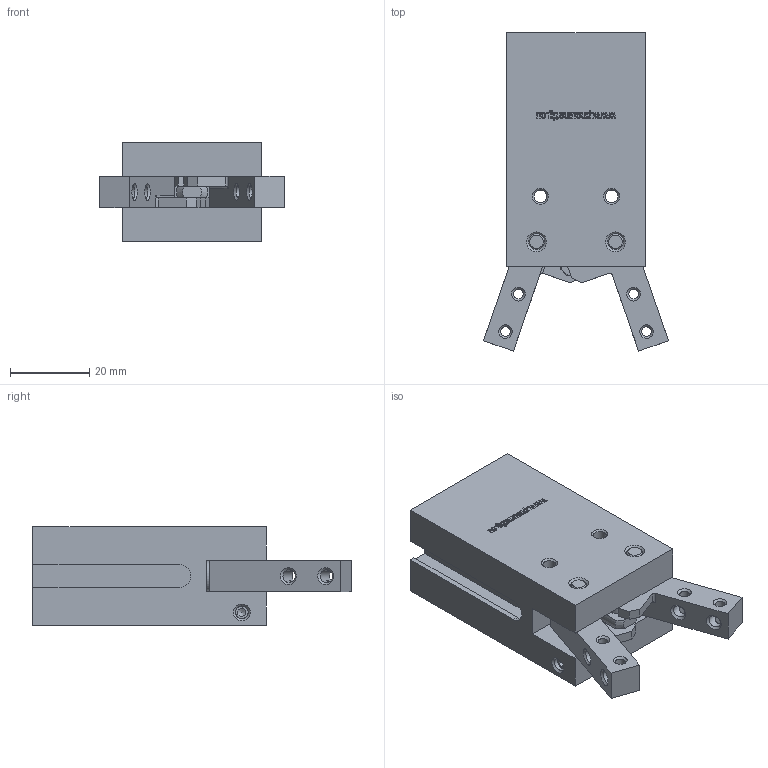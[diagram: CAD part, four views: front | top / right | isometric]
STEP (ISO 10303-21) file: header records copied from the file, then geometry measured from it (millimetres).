
FILE_DESCRIPTION(/* description */ (''),/* implementation_level */ '2;1');
FILE_NAME(/* name */ 'C-V-20-DEM.stp',/* time_stamp */ '2017-02-17T10:20:57+01:00',/* author */ (''),/* organization */ (''),/* preprocessor_version */ 'ST-DEVELOPER v15.2',/* originating_system */ 'Autodesk Translator Framework v2.0.0.5431',/* authorisation */ '');
FILE_SCHEMA (('AUTOMOTIVE_DESIGN { 1 0 10303 214 3 1 1 }'));
Products named in the file (1): (Unsaved)
Bounding box: 46.74 x 80.41 x 25 mm (x, y, z)
Volume: 41979 mm3; surface area: 21928.7 mm2
Topology: 1 solids, 8 shells, 1414 faces, 3849 edges, 2521 vertices
Faces by surface type: bspline 765, plane 474, cylinder 95, cone 71, torus 9
Full cylindrical faces by diameter (mm): 1 x2, 2 x2, 2.459 x8, 3.242 x13, 3.5 x2, 4 x10, 4.134 x2, 4.5 x1, 5.2 x1, 6 x1, 7 x1, 7.8 x1, 8 x2, 9.3 x2, 12 x3, 14.1 x2, 14.9 x1, 16.5 x2, 19.8 x3, 20 x1, 20.5 x1, 22 x4, 23.1 x1
Entity records: 50734 total; most frequent: CARTESIAN_POINT 21043, ORIENTED_EDGE 7364, EDGE_CURVE 3660, DIRECTION 3615, VERTEX_POINT 2472, LINE 1835, VECTOR 1835, EDGE_LOOP 1676
